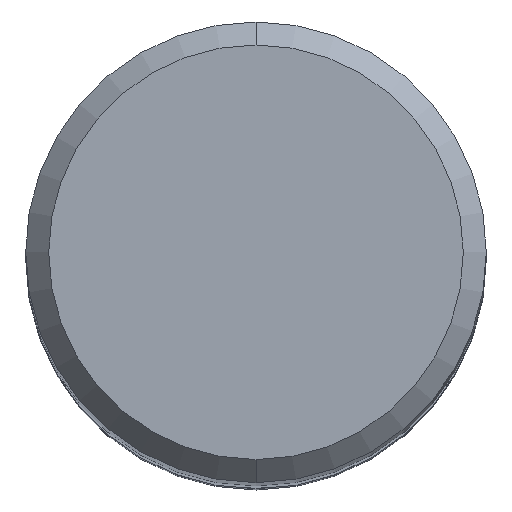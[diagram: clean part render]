
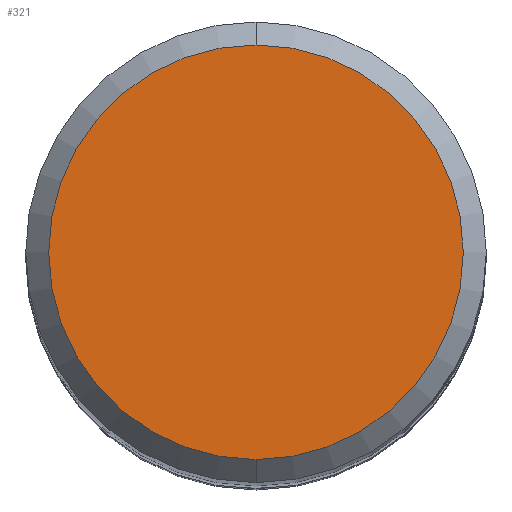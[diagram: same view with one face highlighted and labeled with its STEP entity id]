
A CAD part, top view. The second image highlights one B-rep face of the part: STEP entity #321.
In plain terms, the highlighted planar face has unit normal (0, 0, 1).
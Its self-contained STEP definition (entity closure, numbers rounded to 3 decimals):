
#233=EDGE_CURVE('',#431,#359,#552,.T.);
#267=EDGE_CURVE('',#359,#431,#593,.T.);
#321=ADVANCED_FACE('',(#650),#651,.T.);
#359=VERTEX_POINT('',#693);
#431=VERTEX_POINT('',#775);
#552=CIRCLE('',#978,5.4);
#593=CIRCLE('',#1051,5.4);
#650=FACE_OUTER_BOUND('',#1252,.T.);
#651=PLANE('',#1253);
#693=CARTESIAN_POINT('',(0.0,5.4,0.0));
#775=CARTESIAN_POINT('',(0.,-5.4,0.0));
#978=AXIS2_PLACEMENT_3D('',#1596,#1597,#1598);
#1051=AXIS2_PLACEMENT_3D('',#1655,#1656,#1657);
#1252=EDGE_LOOP('',(#1692,#1693));
#1253=AXIS2_PLACEMENT_3D('',#1694,#1695,#1696);
#1596=CARTESIAN_POINT('',(0.0,0.0,0.0));
#1597=DIRECTION('',(0.0,0.0,-1.0));
#1598=DIRECTION('',(0.0,1.0,0.0));
#1655=CARTESIAN_POINT('',(0.0,0.0,0.0));
#1656=DIRECTION('',(0.0,0.0,-1.0));
#1657=DIRECTION('',(0.0,1.0,0.0));
#1692=ORIENTED_EDGE('',*,*,#267,.F.);
#1693=ORIENTED_EDGE('',*,*,#233,.F.);
#1694=CARTESIAN_POINT('',(0.0,2.7,0.0));
#1695=DIRECTION('',(-0.0,0.0,1.0));
#1696=DIRECTION('',(0.0,-1.0,0.0));
